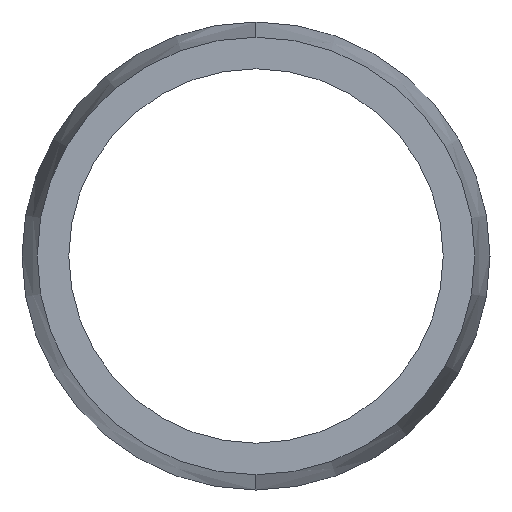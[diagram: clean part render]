
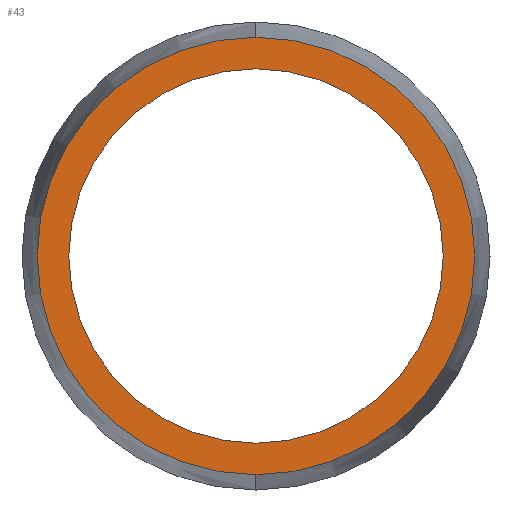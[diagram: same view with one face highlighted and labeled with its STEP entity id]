
A CAD part, left-side view. The second image highlights one B-rep face of the part: STEP entity #43.
In plain terms, the highlighted planar face has unit normal (-1, 0, 0).
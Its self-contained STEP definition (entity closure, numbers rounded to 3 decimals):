
#14 = FACE_BOUND ( 'NONE', #425, .T. ) ;
#32 = CIRCLE ( 'NONE', #320, 9.35 ) ;
#43 = ADVANCED_FACE ( 'NONE', ( #14, #200 ), #492, .F. ) ;
#76 = DIRECTION ( 'NONE',  ( 0., 0., 1. ) ) ;
#84 = EDGE_CURVE ( 'NONE', #569, #554, #588, .T. ) ;
#90 = ORIENTED_EDGE ( 'NONE', *, *, #238, .T. ) ;
#91 = CARTESIAN_POINT ( 'NONE',  ( -30., 0., 0. ) ) ;
#95 = DIRECTION ( 'NONE',  ( 0., 0., 1. ) ) ;
#130 = CIRCLE ( 'NONE', #472, 8. ) ;
#140 = DIRECTION ( 'NONE',  ( -1., 0., 0. ) ) ;
#149 = DIRECTION ( 'NONE',  ( 0., 0., -1. ) ) ;
#174 = EDGE_LOOP ( 'NONE', ( #232, #90 ) ) ;
#200 = FACE_OUTER_BOUND ( 'NONE', #174, .T. ) ;
#203 = AXIS2_PLACEMENT_3D ( 'NONE', #218, #506, #76 ) ;
#218 = CARTESIAN_POINT ( 'NONE',  ( -30., 0., 0. ) ) ;
#219 = EDGE_CURVE ( 'NONE', #554, #569, #130, .T. ) ;
#220 = DIRECTION ( 'NONE',  ( 0., 0., 1. ) ) ;
#225 = CARTESIAN_POINT ( 'NONE',  ( -30., 0., 0. ) ) ;
#232 = ORIENTED_EDGE ( 'NONE', *, *, #304, .T. ) ;
#238 = EDGE_CURVE ( 'NONE', #332, #367, #499, .T. ) ;
#278 = DIRECTION ( 'NONE',  ( -1., 0., 0. ) ) ;
#304 = EDGE_CURVE ( 'NONE', #367, #332, #32, .T. ) ;
#320 = AXIS2_PLACEMENT_3D ( 'NONE', #225, #428, #421 ) ;
#332 = VERTEX_POINT ( 'NONE', #349 ) ;
#349 = CARTESIAN_POINT ( 'NONE',  ( -30., 0., 9.35 ) ) ;
#367 = VERTEX_POINT ( 'NONE', #577 ) ;
#385 = CARTESIAN_POINT ( 'NONE',  ( -30., 0., 8. ) ) ;
#386 = AXIS2_PLACEMENT_3D ( 'NONE', #578, #395, #149 ) ;
#395 = DIRECTION ( 'NONE',  ( 1., 0., 0. ) ) ;
#421 = DIRECTION ( 'NONE',  ( 0., 0., 1. ) ) ;
#425 = EDGE_LOOP ( 'NONE', ( #469, #551 ) ) ;
#428 = DIRECTION ( 'NONE',  ( -1., 0., 0. ) ) ;
#469 = ORIENTED_EDGE ( 'NONE', *, *, #84, .F. ) ;
#472 = AXIS2_PLACEMENT_3D ( 'NONE', #522, #140, #95 ) ;
#492 = PLANE ( 'NONE',  #386 ) ;
#499 = CIRCLE ( 'NONE', #580, 9.35 ) ;
#506 = DIRECTION ( 'NONE',  ( -1., 0., 0. ) ) ;
#522 = CARTESIAN_POINT ( 'NONE',  ( -30., 0., 0. ) ) ;
#525 = CARTESIAN_POINT ( 'NONE',  ( -30., 0., -8. ) ) ;
#551 = ORIENTED_EDGE ( 'NONE', *, *, #219, .F. ) ;
#554 = VERTEX_POINT ( 'NONE', #525 ) ;
#569 = VERTEX_POINT ( 'NONE', #385 ) ;
#577 = CARTESIAN_POINT ( 'NONE',  ( -30., 0., -9.35 ) ) ;
#578 = CARTESIAN_POINT ( 'NONE',  ( -30., 9.35, 0. ) ) ;
#580 = AXIS2_PLACEMENT_3D ( 'NONE', #91, #278, #220 ) ;
#588 = CIRCLE ( 'NONE', #203, 8. ) ;
